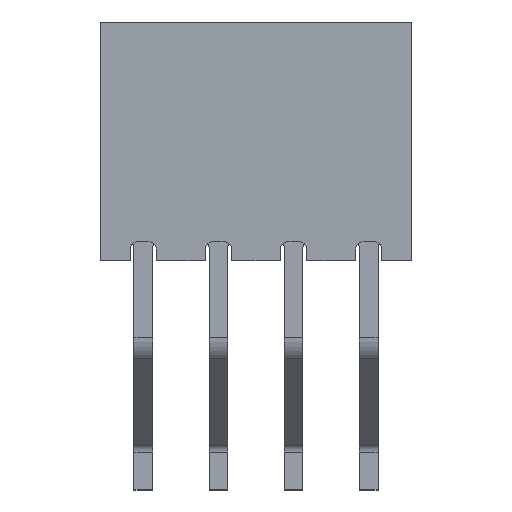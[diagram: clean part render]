
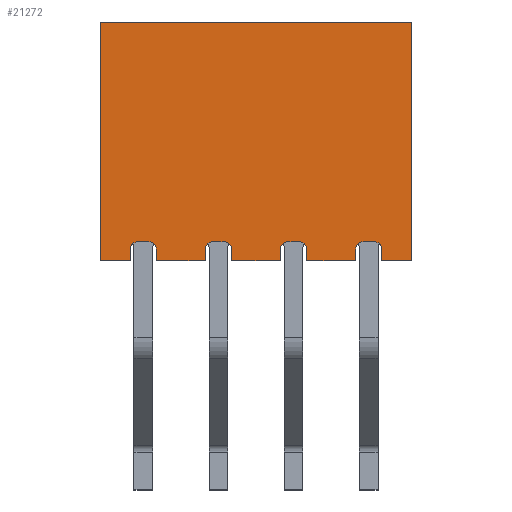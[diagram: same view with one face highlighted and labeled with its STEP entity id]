
A CAD part, top view. The second image highlights one B-rep face of the part: STEP entity #21272.
In plain terms, the highlighted planar face has unit normal (0, 0, 1).
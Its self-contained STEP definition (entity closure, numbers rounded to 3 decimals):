
#60=CIRCLE('',#21949,0.2);
#62=CIRCLE('',#21952,0.2);
#68=CIRCLE('',#22001,0.2);
#70=CIRCLE('',#22004,0.2);
#76=CIRCLE('',#22053,0.2);
#78=CIRCLE('',#22056,0.2);
#84=CIRCLE('',#22105,0.2);
#86=CIRCLE('',#22108,0.2);
#1752=ORIENTED_EDGE('',*,*,#5824,.F.);
#1753=ORIENTED_EDGE('',*,*,#5821,.F.);
#1754=ORIENTED_EDGE('',*,*,#6240,.T.);
#1755=ORIENTED_EDGE('',*,*,#5961,.F.);
#1756=ORIENTED_EDGE('',*,*,#5958,.F.);
#1757=ORIENTED_EDGE('',*,*,#6241,.F.);
#1758=ORIENTED_EDGE('',*,*,#5954,.F.);
#1759=ORIENTED_EDGE('',*,*,#5951,.F.);
#1760=ORIENTED_EDGE('',*,*,#6242,.T.);
#1761=ORIENTED_EDGE('',*,*,#6091,.F.);
#1762=ORIENTED_EDGE('',*,*,#6088,.F.);
#1763=ORIENTED_EDGE('',*,*,#6243,.F.);
#1764=ORIENTED_EDGE('',*,*,#6084,.F.);
#1765=ORIENTED_EDGE('',*,*,#6081,.F.);
#1766=ORIENTED_EDGE('',*,*,#6244,.T.);
#1767=ORIENTED_EDGE('',*,*,#6221,.F.);
#1768=ORIENTED_EDGE('',*,*,#6218,.F.);
#1769=ORIENTED_EDGE('',*,*,#6245,.F.);
#1770=ORIENTED_EDGE('',*,*,#6214,.F.);
#1771=ORIENTED_EDGE('',*,*,#6211,.F.);
#1772=ORIENTED_EDGE('',*,*,#6246,.T.);
#1773=ORIENTED_EDGE('',*,*,#6225,.T.);
#1774=ORIENTED_EDGE('',*,*,#6247,.F.);
#1775=ORIENTED_EDGE('',*,*,#6239,.F.);
#1776=ORIENTED_EDGE('',*,*,#6248,.T.);
#1777=ORIENTED_EDGE('',*,*,#5831,.F.);
#1778=ORIENTED_EDGE('',*,*,#5828,.F.);
#1779=ORIENTED_EDGE('',*,*,#6249,.F.);
#5821=EDGE_CURVE('',#8157,#8158,#9745,.T.);
#5824=EDGE_CURVE('',#8158,#8160,#60,.T.);
#5828=EDGE_CURVE('',#8163,#8164,#62,.T.);
#5831=EDGE_CURVE('',#8164,#8166,#9751,.T.);
#5951=EDGE_CURVE('',#8245,#8246,#9867,.T.);
#5954=EDGE_CURVE('',#8246,#8248,#68,.T.);
#5958=EDGE_CURVE('',#8251,#8252,#70,.T.);
#5961=EDGE_CURVE('',#8252,#8254,#9873,.T.);
#6081=EDGE_CURVE('',#8333,#8334,#9989,.T.);
#6084=EDGE_CURVE('',#8334,#8336,#76,.T.);
#6088=EDGE_CURVE('',#8339,#8340,#78,.T.);
#6091=EDGE_CURVE('',#8340,#8342,#9995,.T.);
#6211=EDGE_CURVE('',#8421,#8422,#10111,.T.);
#6214=EDGE_CURVE('',#8422,#8424,#84,.T.);
#6218=EDGE_CURVE('',#8427,#8428,#86,.T.);
#6221=EDGE_CURVE('',#8428,#8430,#10117,.T.);
#6225=EDGE_CURVE('',#8434,#8432,#10121,.T.);
#6239=EDGE_CURVE('',#8447,#8440,#10135,.T.);
#6240=EDGE_CURVE('',#8157,#8254,#10136,.T.);
#6241=EDGE_CURVE('',#8248,#8251,#10137,.T.);
#6242=EDGE_CURVE('',#8245,#8342,#10138,.T.);
#6243=EDGE_CURVE('',#8336,#8339,#10139,.T.);
#6244=EDGE_CURVE('',#8333,#8430,#10140,.T.);
#6245=EDGE_CURVE('',#8424,#8427,#10141,.T.);
#6246=EDGE_CURVE('',#8421,#8434,#10142,.T.);
#6247=EDGE_CURVE('',#8440,#8432,#10143,.T.);
#6248=EDGE_CURVE('',#8447,#8166,#10144,.T.);
#6249=EDGE_CURVE('',#8160,#8163,#10145,.T.);
#8157=VERTEX_POINT('',#28334);
#8158=VERTEX_POINT('',#28336);
#8160=VERTEX_POINT('',#28342);
#8163=VERTEX_POINT('',#28349);
#8164=VERTEX_POINT('',#28351);
#8166=VERTEX_POINT('',#28357);
#8245=VERTEX_POINT('',#28596);
#8246=VERTEX_POINT('',#28598);
#8248=VERTEX_POINT('',#28604);
#8251=VERTEX_POINT('',#28611);
#8252=VERTEX_POINT('',#28613);
#8254=VERTEX_POINT('',#28619);
#8333=VERTEX_POINT('',#28858);
#8334=VERTEX_POINT('',#28860);
#8336=VERTEX_POINT('',#28866);
#8339=VERTEX_POINT('',#28873);
#8340=VERTEX_POINT('',#28875);
#8342=VERTEX_POINT('',#28881);
#8421=VERTEX_POINT('',#29120);
#8422=VERTEX_POINT('',#29122);
#8424=VERTEX_POINT('',#29128);
#8427=VERTEX_POINT('',#29135);
#8428=VERTEX_POINT('',#29137);
#8430=VERTEX_POINT('',#29143);
#8432=VERTEX_POINT('',#29149);
#8434=VERTEX_POINT('',#29152);
#8440=VERTEX_POINT('',#29166);
#8447=VERTEX_POINT('',#29179);
#9745=LINE('',#28335,#11641);
#9751=LINE('',#28356,#11647);
#9867=LINE('',#28597,#11763);
#9873=LINE('',#28618,#11769);
#9989=LINE('',#28859,#11885);
#9995=LINE('',#28880,#11891);
#10111=LINE('',#29121,#12007);
#10117=LINE('',#29142,#12013);
#10121=LINE('',#29151,#12017);
#10135=LINE('',#29180,#12031);
#10136=LINE('',#29182,#12032);
#10137=LINE('',#29183,#12033);
#10138=LINE('',#29184,#12034);
#10139=LINE('',#29185,#12035);
#10140=LINE('',#29186,#12036);
#10141=LINE('',#29187,#12037);
#10142=LINE('',#29188,#12038);
#10143=LINE('',#29189,#12039);
#10144=LINE('',#29190,#12040);
#10145=LINE('',#29191,#12041);
#11641=VECTOR('',#23631,1000.);
#11647=VECTOR('',#23651,1000.);
#11763=VECTOR('',#23857,1000.);
#11769=VECTOR('',#23877,1000.);
#11885=VECTOR('',#24083,1000.);
#11891=VECTOR('',#24103,1000.);
#12007=VECTOR('',#24309,1000.);
#12013=VECTOR('',#24329,1000.);
#12017=VECTOR('',#24335,1000.);
#12031=VECTOR('',#24351,1000.);
#12032=VECTOR('',#24354,1000.);
#12033=VECTOR('',#24355,1000.);
#12034=VECTOR('',#24356,1000.);
#12035=VECTOR('',#24357,1000.);
#12036=VECTOR('',#24358,1000.);
#12037=VECTOR('',#24359,1000.);
#12038=VECTOR('',#24360,1000.);
#12039=VECTOR('',#24361,1000.);
#12040=VECTOR('',#24362,1000.);
#12041=VECTOR('',#24363,1000.);
#13426=EDGE_LOOP('',(#1752,#1753,#1754,#1755,#1756,#1757,#1758,#1759,#1760,
#1761,#1762,#1763,#1764,#1765,#1766,#1767,#1768,#1769,#1770,#1771,#1772,
#1773,#1774,#1775,#1776,#1777,#1778,#1779));
#14268=FACE_BOUND('',#13426,.T.);
#15062=PLANE('',#22113);
#21272=ADVANCED_FACE('',(#14268),#15062,.F.);
#21949=AXIS2_PLACEMENT_3D('',#28341,#23636,#23637);
#21952=AXIS2_PLACEMENT_3D('',#28350,#23644,#23645);
#22001=AXIS2_PLACEMENT_3D('',#28603,#23862,#23863);
#22004=AXIS2_PLACEMENT_3D('',#28612,#23870,#23871);
#22053=AXIS2_PLACEMENT_3D('',#28865,#24088,#24089);
#22056=AXIS2_PLACEMENT_3D('',#28874,#24096,#24097);
#22105=AXIS2_PLACEMENT_3D('',#29127,#24314,#24315);
#22108=AXIS2_PLACEMENT_3D('',#29136,#24322,#24323);
#22113=AXIS2_PLACEMENT_3D('',#29181,#24352,#24353);
#23631=DIRECTION('',(0.,-1.,0.));
#23636=DIRECTION('',(0.,0.,1.));
#23637=DIRECTION('',(-1.,0.,0.));
#23644=DIRECTION('',(0.,0.,1.));
#23645=DIRECTION('',(-1.,0.,0.));
#23651=DIRECTION('',(0.,1.,0.));
#23857=DIRECTION('',(0.,-1.,0.));
#23862=DIRECTION('',(0.,0.,1.));
#23863=DIRECTION('',(-1.,0.,0.));
#23870=DIRECTION('',(0.,0.,1.));
#23871=DIRECTION('',(-1.,0.,0.));
#23877=DIRECTION('',(0.,1.,0.));
#24083=DIRECTION('',(0.,-1.,0.));
#24088=DIRECTION('',(0.,0.,1.));
#24089=DIRECTION('',(-1.,0.,0.));
#24096=DIRECTION('',(0.,0.,1.));
#24097=DIRECTION('',(-1.,0.,0.));
#24103=DIRECTION('',(0.,1.,0.));
#24309=DIRECTION('',(0.,-1.,0.));
#24314=DIRECTION('',(0.,0.,1.));
#24315=DIRECTION('',(-1.,0.,0.));
#24322=DIRECTION('',(0.,0.,1.));
#24323=DIRECTION('',(-1.,0.,0.));
#24329=DIRECTION('',(0.,1.,0.));
#24335=DIRECTION('',(0.,-1.,0.));
#24351=DIRECTION('',(0.,-1.,0.));
#24352=DIRECTION('',(0.,0.,-1.));
#24353=DIRECTION('',(-1.,0.,0.));
#24354=DIRECTION('',(-1.,0.,0.));
#24355=DIRECTION('',(1.,0.,0.));
#24356=DIRECTION('',(-1.,0.,0.));
#24357=DIRECTION('',(1.,0.,0.));
#24358=DIRECTION('',(-1.,0.,0.));
#24359=DIRECTION('',(1.,0.,0.));
#24360=DIRECTION('',(-1.,0.,0.));
#24361=DIRECTION('',(-1.,0.,0.));
#24362=DIRECTION('',(-1.,0.,0.));
#24363=DIRECTION('',(1.,0.,0.));
#28334=CARTESIAN_POINT('',(2.65,3.175,2.));
#28335=CARTESIAN_POINT('',(2.65,3.175,2.));
#28336=CARTESIAN_POINT('',(2.65,2.875,2.));
#28341=CARTESIAN_POINT('',(2.85,2.875,2.));
#28342=CARTESIAN_POINT('',(2.85,2.675,2.));
#28349=CARTESIAN_POINT('',(3.15,2.675,2.));
#28350=CARTESIAN_POINT('',(3.15,2.875,2.));
#28351=CARTESIAN_POINT('',(3.35,2.875,2.));
#28356=CARTESIAN_POINT('',(3.35,2.875,2.));
#28357=CARTESIAN_POINT('',(3.35,3.175,2.));
#28596=CARTESIAN_POINT('',(0.65,3.175,2.));
#28597=CARTESIAN_POINT('',(0.65,3.175,2.));
#28598=CARTESIAN_POINT('',(0.65,2.875,2.));
#28603=CARTESIAN_POINT('',(0.85,2.875,2.));
#28604=CARTESIAN_POINT('',(0.85,2.675,2.));
#28611=CARTESIAN_POINT('',(1.15,2.675,2.));
#28612=CARTESIAN_POINT('',(1.15,2.875,2.));
#28613=CARTESIAN_POINT('',(1.35,2.875,2.));
#28618=CARTESIAN_POINT('',(1.35,2.875,2.));
#28619=CARTESIAN_POINT('',(1.35,3.175,2.));
#28858=CARTESIAN_POINT('',(-1.35,3.175,2.));
#28859=CARTESIAN_POINT('',(-1.35,3.175,2.));
#28860=CARTESIAN_POINT('',(-1.35,2.875,2.));
#28865=CARTESIAN_POINT('',(-1.15,2.875,2.));
#28866=CARTESIAN_POINT('',(-1.15,2.675,2.));
#28873=CARTESIAN_POINT('',(-0.85,2.675,2.));
#28874=CARTESIAN_POINT('',(-0.85,2.875,2.));
#28875=CARTESIAN_POINT('',(-0.65,2.875,2.));
#28880=CARTESIAN_POINT('',(-0.65,2.875,2.));
#28881=CARTESIAN_POINT('',(-0.65,3.175,2.));
#29120=CARTESIAN_POINT('',(-3.35,3.175,2.));
#29121=CARTESIAN_POINT('',(-3.35,3.175,2.));
#29122=CARTESIAN_POINT('',(-3.35,2.875,2.));
#29127=CARTESIAN_POINT('',(-3.15,2.875,2.));
#29128=CARTESIAN_POINT('',(-3.15,2.675,2.));
#29135=CARTESIAN_POINT('',(-2.85,2.675,2.));
#29136=CARTESIAN_POINT('',(-2.85,2.875,2.));
#29137=CARTESIAN_POINT('',(-2.65,2.875,2.));
#29142=CARTESIAN_POINT('',(-2.65,2.875,2.));
#29143=CARTESIAN_POINT('',(-2.65,3.175,2.));
#29149=CARTESIAN_POINT('',(-4.15,-3.175,2.));
#29151=CARTESIAN_POINT('',(-4.15,3.175,2.));
#29152=CARTESIAN_POINT('',(-4.15,3.175,2.));
#29166=CARTESIAN_POINT('',(4.15,-3.175,2.));
#29179=CARTESIAN_POINT('',(4.15,3.175,2.));
#29180=CARTESIAN_POINT('',(4.15,3.175,2.));
#29181=CARTESIAN_POINT('',(4.15,3.175,2.));
#29182=CARTESIAN_POINT('',(4.15,3.175,2.));
#29183=CARTESIAN_POINT('',(0.85,2.675,2.));
#29184=CARTESIAN_POINT('',(4.15,3.175,2.));
#29185=CARTESIAN_POINT('',(-1.15,2.675,2.));
#29186=CARTESIAN_POINT('',(4.15,3.175,2.));
#29187=CARTESIAN_POINT('',(-3.15,2.675,2.));
#29188=CARTESIAN_POINT('',(4.15,3.175,2.));
#29189=CARTESIAN_POINT('',(4.15,-3.175,2.));
#29190=CARTESIAN_POINT('',(4.15,3.175,2.));
#29191=CARTESIAN_POINT('',(2.85,2.675,2.));
